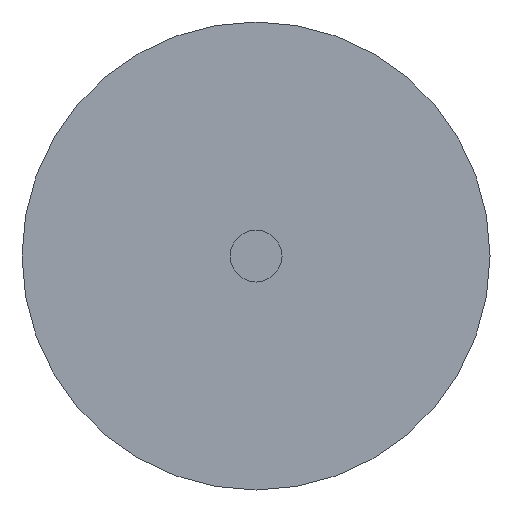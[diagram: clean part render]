
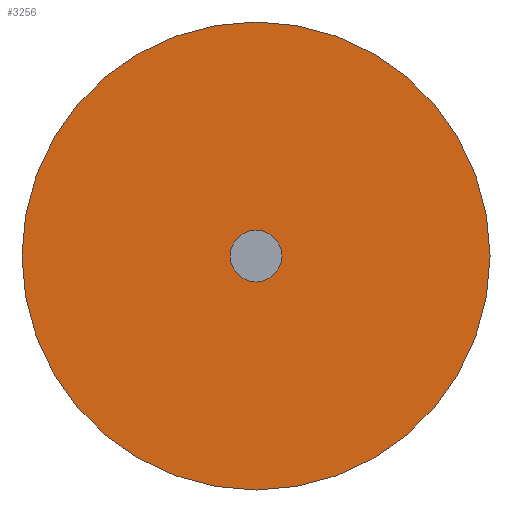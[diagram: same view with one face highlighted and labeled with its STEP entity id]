
A CAD part, front view. The second image highlights one B-rep face of the part: STEP entity #3256.
In plain terms, the highlighted planar face has unit normal (0, -1, 0).
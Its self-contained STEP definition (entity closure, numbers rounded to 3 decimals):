
#113 = EDGE_CURVE ( 'NONE', #802, #1060, #513, .T. ) ;
#215 = CARTESIAN_POINT ( 'NONE',  ( 0., 0., 0. ) ) ;
#320 = AXIS2_PLACEMENT_3D ( 'NONE', #2314, #3195, #817 ) ;
#404 = CARTESIAN_POINT ( 'NONE',  ( 0., 0., 0. ) ) ;
#487 = CARTESIAN_POINT ( 'NONE',  ( 0., 0., 45. ) ) ;
#498 = EDGE_CURVE ( 'NONE', #1060, #802, #638, .T. ) ;
#513 = CIRCLE ( 'NONE', #320, 5. ) ;
#549 = FACE_OUTER_BOUND ( 'NONE', #736, .T. ) ;
#638 = CIRCLE ( 'NONE', #1476, 5. ) ;
#650 = ORIENTED_EDGE ( 'NONE', *, *, #498, .F. ) ;
#736 = EDGE_LOOP ( 'NONE', ( #2677, #1652 ) ) ;
#802 = VERTEX_POINT ( 'NONE', #2653 ) ;
#817 = DIRECTION ( 'NONE',  ( 0., 0., -1. ) ) ;
#827 = AXIS2_PLACEMENT_3D ( 'NONE', #404, #1307, #3502 ) ;
#1060 = VERTEX_POINT ( 'NONE', #2921 ) ;
#1157 = DIRECTION ( 'NONE',  ( 0., 1., 0. ) ) ;
#1195 = FACE_BOUND ( 'NONE', #3463, .T. ) ;
#1307 = DIRECTION ( 'NONE',  ( 0., 1., 0. ) ) ;
#1404 = AXIS2_PLACEMENT_3D ( 'NONE', #1797, #1157, #3908 ) ;
#1476 = AXIS2_PLACEMENT_3D ( 'NONE', #215, #2664, #1735 ) ;
#1652 = ORIENTED_EDGE ( 'NONE', *, *, #1867, .F. ) ;
#1735 = DIRECTION ( 'NONE',  ( 0., 0., -1. ) ) ;
#1797 = CARTESIAN_POINT ( 'NONE',  ( 0., 0., 0. ) ) ;
#1867 = EDGE_CURVE ( 'NONE', #2114, #3247, #1926, .T. ) ;
#1926 = CIRCLE ( 'NONE', #2999, 45. ) ;
#2107 = CARTESIAN_POINT ( 'NONE',  ( 0., 0., -45. ) ) ;
#2114 = VERTEX_POINT ( 'NONE', #487 ) ;
#2187 = ORIENTED_EDGE ( 'NONE', *, *, #113, .F. ) ;
#2314 = CARTESIAN_POINT ( 'NONE',  ( 0., 0., 0. ) ) ;
#2411 = CIRCLE ( 'NONE', #827, 45. ) ;
#2653 = CARTESIAN_POINT ( 'NONE',  ( 0., 0., -5. ) ) ;
#2664 = DIRECTION ( 'NONE',  ( 0., -1., 0. ) ) ;
#2677 = ORIENTED_EDGE ( 'NONE', *, *, #3556, .F. ) ;
#2692 = CARTESIAN_POINT ( 'NONE',  ( 0., 0., 0. ) ) ;
#2707 = DIRECTION ( 'NONE',  ( 0., 1., 0. ) ) ;
#2921 = CARTESIAN_POINT ( 'NONE',  ( 0., 0., 5. ) ) ;
#2999 = AXIS2_PLACEMENT_3D ( 'NONE', #2692, #2707, #3573 ) ;
#3195 = DIRECTION ( 'NONE',  ( 0., -1., 0. ) ) ;
#3247 = VERTEX_POINT ( 'NONE', #2107 ) ;
#3256 = ADVANCED_FACE ( 'NONE', ( #1195, #549 ), #3324, .F. ) ;
#3324 = PLANE ( 'NONE',  #1404 ) ;
#3463 = EDGE_LOOP ( 'NONE', ( #2187, #650 ) ) ;
#3502 = DIRECTION ( 'NONE',  ( 0., 0., 1. ) ) ;
#3556 = EDGE_CURVE ( 'NONE', #3247, #2114, #2411, .T. ) ;
#3573 = DIRECTION ( 'NONE',  ( 0., 0., 1. ) ) ;
#3908 = DIRECTION ( 'NONE',  ( 0., 0., 1. ) ) ;
